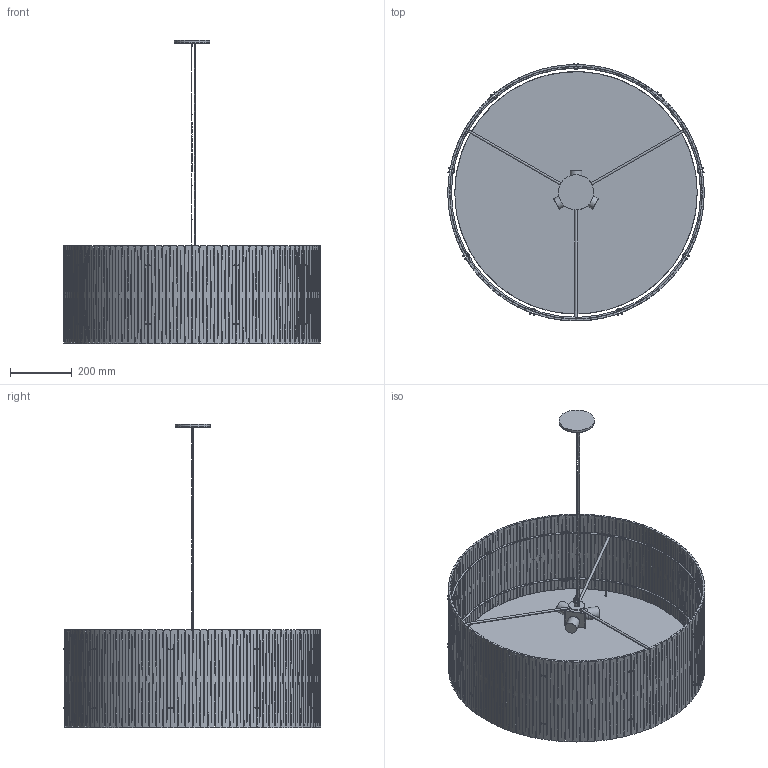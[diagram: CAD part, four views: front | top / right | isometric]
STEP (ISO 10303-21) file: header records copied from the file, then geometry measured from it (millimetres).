
FILE_DESCRIPTION(/* description */ (''),/* implementation_level */ '2;1');
FILE_NAME(/* name */ 'Kerf_D9_Wood_3D_mm',/* time_stamp */ '2025-07-01T16:21:56-07:00',/* author */ (''),/* organization */ (''),/* preprocessor_version */ 'ST-DEVELOPER v16.5',/* originating_system */ '',/* authorisation */ '');
FILE_SCHEMA (('AUTOMOTIVE_DESIGN'));
Length unit declared in the file: inch
Products named in the file (1): Document
Bounding box: 830.71 x 835.7 x 984.27 mm (x, y, z)
Volume: 6802671 mm3; surface area: 3549226 mm2
Topology: 46 solids, 47 shells, 938 faces, 2396 edges, 1548 vertices
Faces by surface type: bspline 861, plane 77
Entity records: 75154 total; most frequent: CARTESIAN_POINT 59736, ORIENTED_EDGE 4791, EDGE_CURVE 2396, B_SPLINE_CURVE_WITH_KNOTS 1989, VERTEX_POINT 1548, EDGE_LOOP 1165, ADVANCED_FACE 938, FACE_OUTER_BOUND 938
